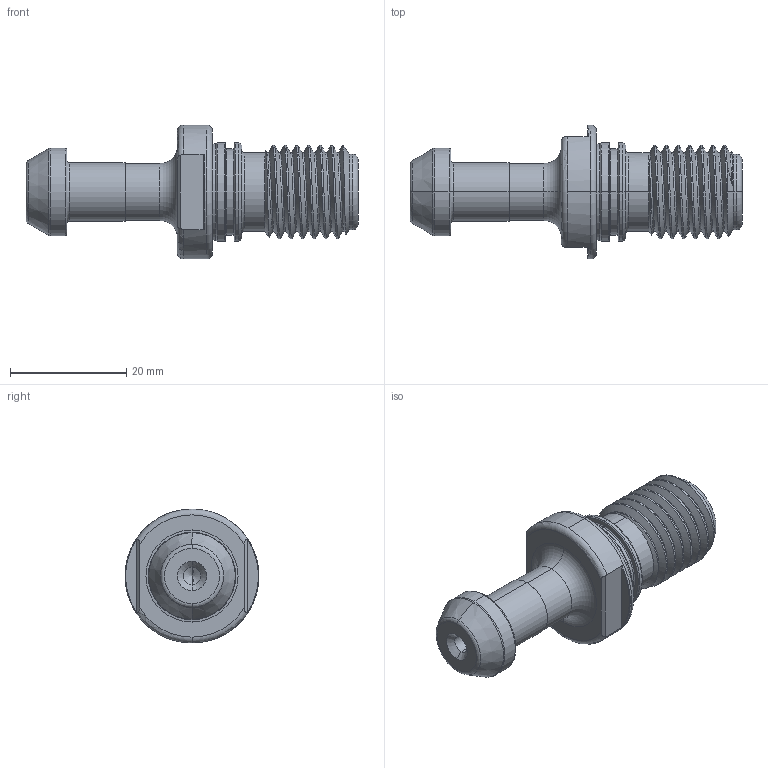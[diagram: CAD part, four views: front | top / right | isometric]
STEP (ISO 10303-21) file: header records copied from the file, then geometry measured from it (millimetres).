
FILE_DESCRIPTION (( 'STEP AP203' ), '1' );
FILE_NAME ('406.20.90.21.STEP', '2020-04-03T00:47:44', ( 'User' ), ( 'China' ), 'SwSTEP 2.0', 'SolidWorks 2016', '' );
FILE_SCHEMA (( 'CONFIG_CONTROL_DESIGN' ));
Length unit declared in the file: millimetre
Products named in the file (1): 406.20.90.21
Bounding box: 57 x 23 x 23 mm (x, y, z)
Volume: 9062.8 mm3; surface area: 3951.7 mm2
Topology: 1 solids, 1 shells, 111 faces, 254 edges, 150 vertices
Faces by surface type: cylinder 38, torus 31, cone 23, plane 16, bspline 3
Entity records: 5197 total; most frequent: CARTESIAN_POINT 2694, DIRECTION 540, ORIENTED_EDGE 500, EDGE_CURVE 250, AXIS2_PLACEMENT_3D 235, VERTEX_POINT 150, CIRCLE 126, EDGE_LOOP 120
